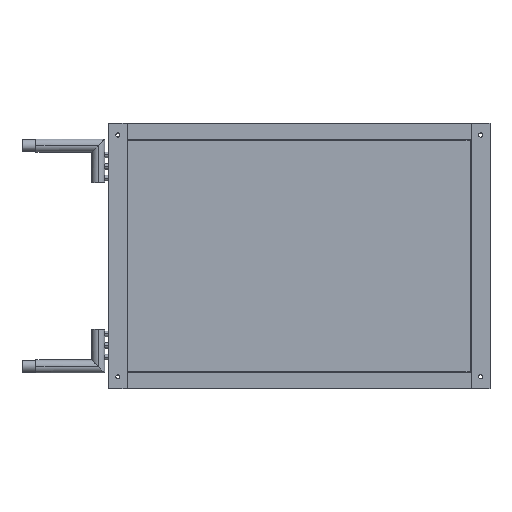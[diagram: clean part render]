
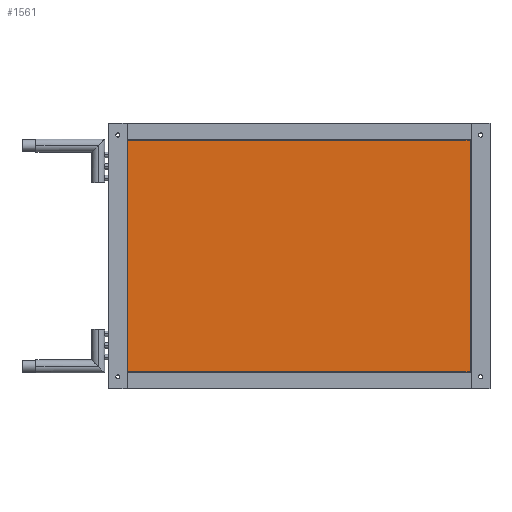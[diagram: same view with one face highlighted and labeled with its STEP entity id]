
A CAD part, top view. The second image highlights one B-rep face of the part: STEP entity #1561.
In plain terms, the highlighted planar face has unit normal (0, 0, 1).
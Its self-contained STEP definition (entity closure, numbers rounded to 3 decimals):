
#1416 = EDGE_CURVE ( 'NONE', #1594, #1495, #3499, .T. ) ;
#1487 = EDGE_CURVE ( 'NONE', #1495, #1488, #3405, .T. ) ;
#1488 = VERTEX_POINT ( 'NONE', #3401 ) ;
#1495 = VERTEX_POINT ( 'NONE', #3381 ) ;
#1496 = ORIENTED_EDGE ( 'NONE', *, *, #1618, .T. ) ;
#1534 = EDGE_CURVE ( 'NONE', #1565, #1488, #3672, .T. ) ;
#1537 = ORIENTED_EDGE ( 'NONE', *, *, #1534, .T. ) ;
#1538 = ORIENTED_EDGE ( 'NONE', *, *, #1487, .F. ) ;
#1561 = ADVANCED_FACE ( 'NONE', ( #3624 ), #3630, .F. ) ;
#1562 = EDGE_LOOP ( 'NONE', ( #1596, #1496, #1537, #1538 ) ) ;
#1565 = VERTEX_POINT ( 'NONE', #3799 ) ;
#1594 = VERTEX_POINT ( 'NONE', #3750 ) ;
#1596 = ORIENTED_EDGE ( 'NONE', *, *, #1416, .F. ) ;
#1618 = EDGE_CURVE ( 'NONE', #1594, #1565, #3583, .T. ) ;
#3381 = CARTESIAN_POINT ( 'NONE',  ( -2.973, 249., 51. ) ) ;
#3401 = CARTESIAN_POINT ( 'NONE',  ( -2.973, -249., 51. ) ) ;
#3402 = DIRECTION ( 'NONE',  ( 0., -1., 0. ) ) ;
#3403 = VECTOR ( 'NONE', #3402, 1000. ) ;
#3404 = CARTESIAN_POINT ( 'NONE',  ( -2.973, 996.861, 51. ) ) ;
#3405 = LINE ( 'NONE', #3404, #3403 ) ;
#3499 = LINE ( 'NONE', #3505, #3558 ) ;
#3505 = CARTESIAN_POINT ( 'NONE',  ( -740., 249., 51. ) ) ;
#3557 = DIRECTION ( 'NONE',  ( 1., 0., 0. ) ) ;
#3558 = VECTOR ( 'NONE', #3557, 1000. ) ;
#3580 = DIRECTION ( 'NONE',  ( 0., -1., 0. ) ) ;
#3581 = VECTOR ( 'NONE', #3580, 1000. ) ;
#3582 = CARTESIAN_POINT ( 'NONE',  ( -740., 996.861, 51. ) ) ;
#3583 = LINE ( 'NONE', #3582, #3581 ) ;
#3624 = FACE_OUTER_BOUND ( 'NONE', #1562, .T. ) ;
#3630 = PLANE ( 'NONE',  #3803 ) ;
#3669 = DIRECTION ( 'NONE',  ( 1., 0., 0. ) ) ;
#3670 = VECTOR ( 'NONE', #3669, 1000. ) ;
#3671 = CARTESIAN_POINT ( 'NONE',  ( -740., -249., 51. ) ) ;
#3672 = LINE ( 'NONE', #3671, #3670 ) ;
#3750 = CARTESIAN_POINT ( 'NONE',  ( -740., 249., 51. ) ) ;
#3799 = CARTESIAN_POINT ( 'NONE',  ( -740., -249., 51. ) ) ;
#3800 = DIRECTION ( 'NONE',  ( -1., 0., 0. ) ) ;
#3801 = DIRECTION ( 'NONE',  ( 0., 0., -1. ) ) ;
#3802 = CARTESIAN_POINT ( 'NONE',  ( -740., 996.861, 51. ) ) ;
#3803 = AXIS2_PLACEMENT_3D ( 'NONE', #3802, #3801, #3800 ) ;
